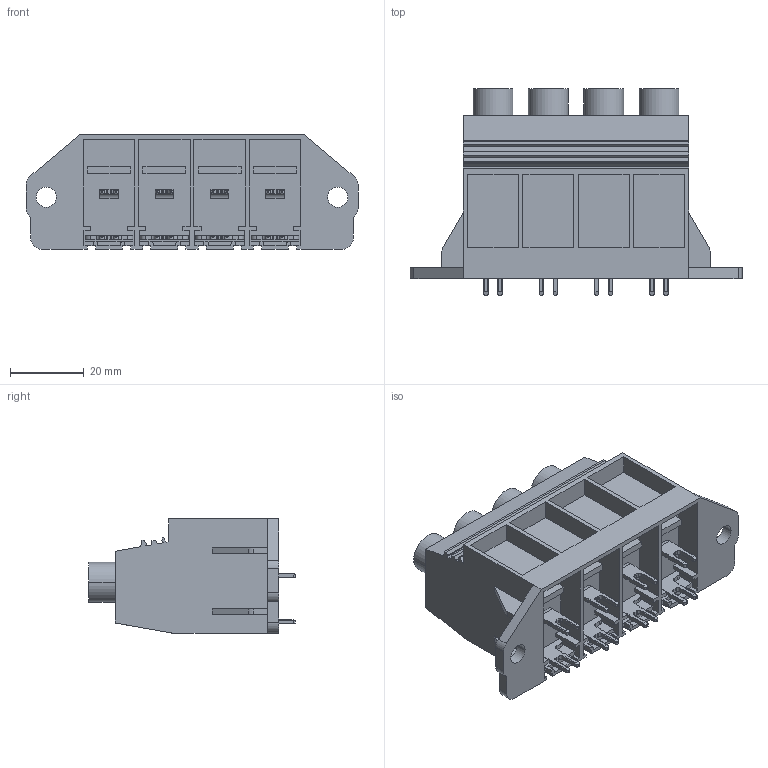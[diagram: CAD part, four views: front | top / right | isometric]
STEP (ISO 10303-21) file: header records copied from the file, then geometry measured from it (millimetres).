
FILE_DESCRIPTION(('CATIA V5 STEP Exchange'),'2;1');
FILE_NAME ('D1447676_0_1047310000_1047310000.stp','2016-10-04T09:54:54+00:00',('none'),('Weidmueller'),'CATIA Version 5-6 Release 2014','CATIA V5 STEP AP203','none');
FILE_SCHEMA(('CONFIG_CONTROL_DESIGN'));
Length unit declared in the file: millimetre
Products named in the file (1): 1047310000_S
Bounding box: 90 x 56 x 31 mm (x, y, z)
Volume: 61863.6 mm3; surface area: 22759.8 mm2
Topology: 13 solids, 13 shells, 779 faces, 2196 edges, 1459 vertices
Faces by surface type: plane 535, cylinder 240, extrusion 4
Entity records: 23676 total; most frequent: CARTESIAN_POINT 5237, ORIENTED_EDGE 4392, DIRECTION 2870, EDGE_CURVE 2196, VECTOR 1620, LINE 1616, VERTEX_POINT 1459, AXIS2_PLACEMENT_3D 806
